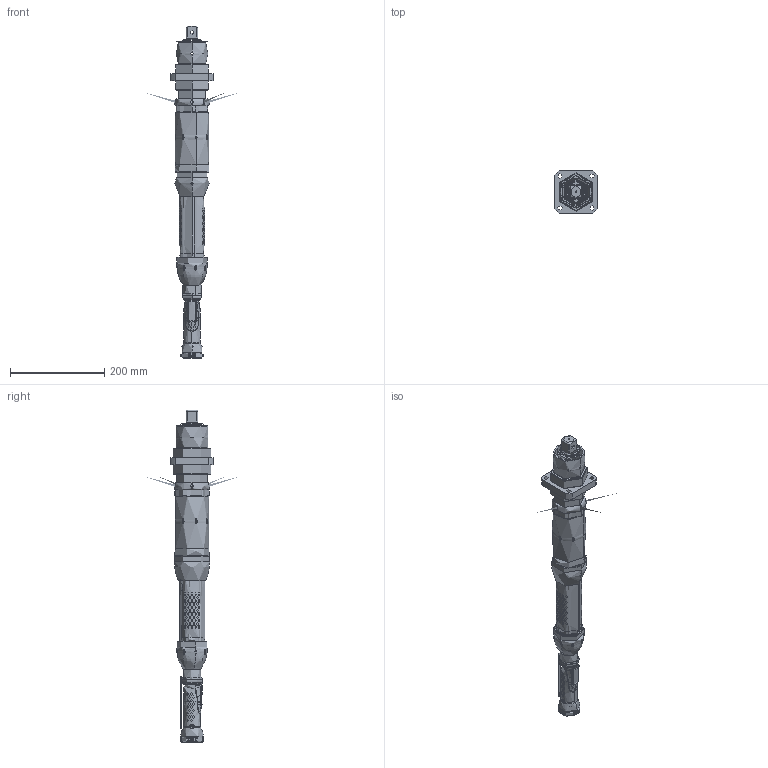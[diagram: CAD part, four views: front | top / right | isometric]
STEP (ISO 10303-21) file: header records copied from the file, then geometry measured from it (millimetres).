
FILE_DESCRIPTION((''),'2;1');
FILE_NAME('8433218570_SW','2008-01-31T',('toocsr'),(''),'PRO/ENGINEER BY PARAMETRIC TECHNOLOGY CORPORATION, 2007090','PRO/ENGINEER BY PARAMETRIC TECHNOLOGY CORPORATION, 2007090','');
FILE_SCHEMA(('CONFIG_CONTROL_DESIGN', 'GEOMETRIC_VALIDATION_PROPERTIES_MIM'));
Products named in the file (1): 8433218570_SW
Bounding box: 203.17 x 203.17 x 704.6 mm (x, y, z)
Topology: 0 solids, 247 shells, 476 faces, 4977 edges, 4706 vertices
Faces by surface type: cylinder 204, torus 90, cone 73, plane 47, bspline 44, revolution 17, sphere 1
Full cylindrical faces by diameter (mm): 1 x2
Entity records: 72940 total; most frequent: CARTESIAN_POINT 44095, ORIENTED_EDGE 5407, EDGE_CURVE 4966, VERTEX_POINT 4703, B_SPLINE_CURVE_WITH_KNOTS 3931, DIRECTION 2593, AXIS2_PLACEMENT_3D 1123, EDGE_LOOP 749
